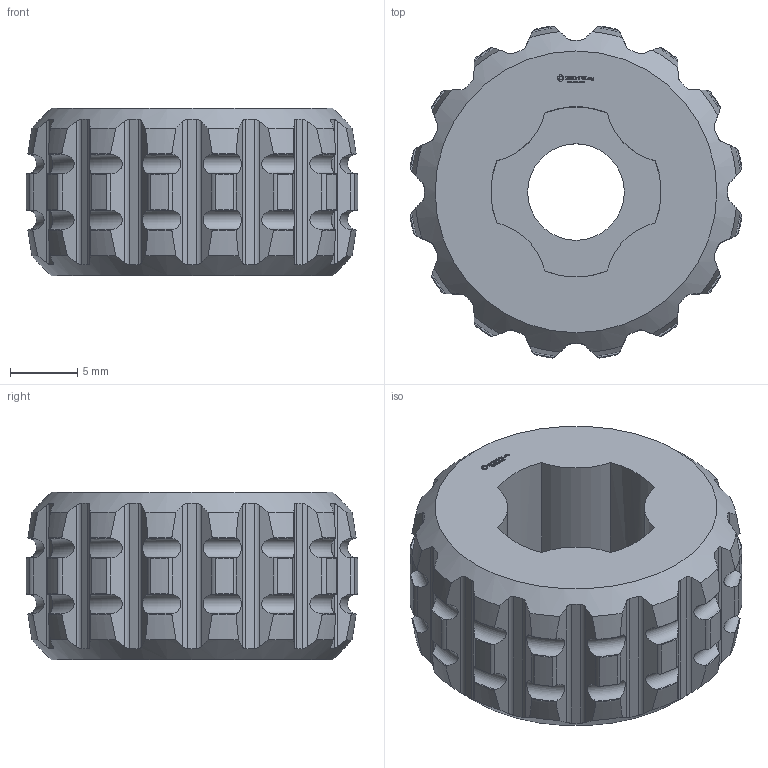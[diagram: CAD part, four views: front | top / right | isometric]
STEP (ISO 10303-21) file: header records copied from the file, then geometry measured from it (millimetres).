
FILE_DESCRIPTION(('FreeCAD Model'),'2;1');
FILE_NAME('Open CASCADE Shape Model','2023-12-20T18:44:25',(''),(''), 'Open CASCADE STEP processor 7.6','FreeCAD','Unknown');
FILE_SCHEMA(('AUTOMOTIVE_DESIGN { 1 0 10303 214 1 1 1 1 }'));
Length unit declared in the file: millimetre
Products named in the file (1): Wheel GND TTRD PLN BU02.00x01.00 - SPN-WHL-0001 (stemfie.org)
Bounding box: 24.75 x 24.75 x 12.5 mm (x, y, z)
Volume: 4167.6 mm3; surface area: 2267.1 mm2
Topology: 1 solids, 1 shells, 779 faces, 2216 edges, 1477 vertices
Faces by surface type: plane 365, cylinder 157, extrusion 122, cone 71, revolution 32, torus 32
Full cylindrical faces by diameter (mm): 2 x4, 7.2 x1
Entity records: 77481 total; most frequent: CARTESIAN_POINT 30914, DIRECTION 6451, ORIENTED_EDGE 4432, PCURVE 4432, DEFINITIONAL_REPRESENTATION 4432, VECTOR 4215, LINE 4093, EDGE_CURVE 2216
